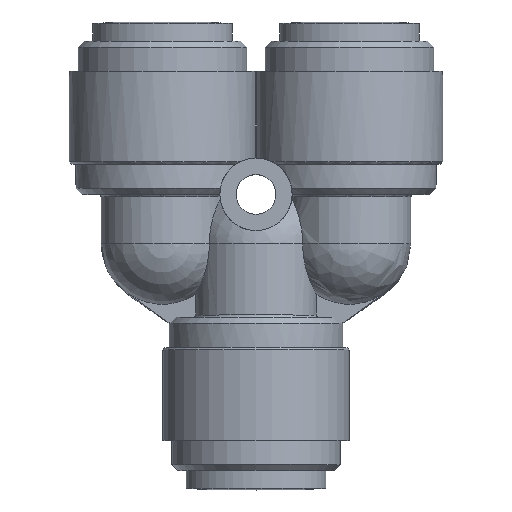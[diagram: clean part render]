
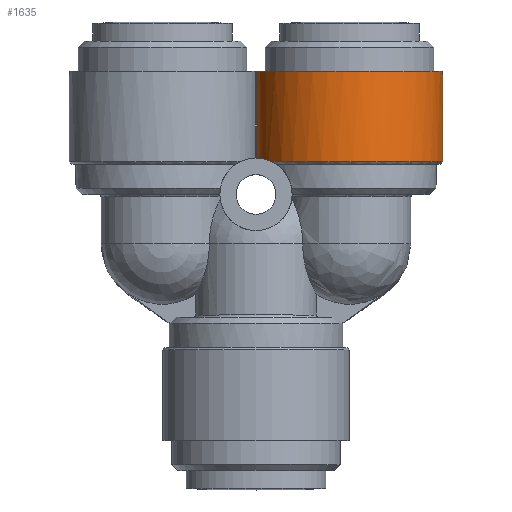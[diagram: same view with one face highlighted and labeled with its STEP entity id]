
A CAD part, top view. The second image highlights one B-rep face of the part: STEP entity #1635.
In plain terms, the highlighted free-form (B-spline) face has degree [1, 2] with [2, 9] control points.
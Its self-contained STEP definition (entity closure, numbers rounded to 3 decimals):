
#503=CARTESIAN_POINT('',(0.065,27.499,-1.0));
#504=VERTEX_POINT('',#503);
#512=CARTESIAN_POINT('',(1.308,27.2,-4.308));
#513=VERTEX_POINT('',#512);
#514=CARTESIAN_POINT('',(1.308,27.2,-4.308));
#515=CARTESIAN_POINT('',(0.942,27.377,-3.761));
#516=CARTESIAN_POINT('',(0.622,27.444,-3.126));
#517=CARTESIAN_POINT('',(0.396,27.474,-2.446));
#518=CARTESIAN_POINT('',(0.241,27.494,-1.979));
#519=CARTESIAN_POINT('',(0.129,27.498,-1.491));
#520=CARTESIAN_POINT('',(0.065,27.499,-1.0));
#521=B_SPLINE_CURVE_WITH_KNOTS('',3,(#514,#515,#516,#517,#518,#519,#520),.UNSPECIFIED.,.F.,.U.,(4,3,4),(1.249,1.461,1.607),.UNSPECIFIED.);
#522=EDGE_CURVE('',#513,#504,#521,.T.);
#860=CARTESIAN_POINT('',(1.308,27.2,4.308));
#861=VERTEX_POINT('',#860);
#872=CARTESIAN_POINT('',(0.065,27.499,1.0));
#873=VERTEX_POINT('',#872);
#874=CARTESIAN_POINT('',(0.065,27.499,1.));
#875=CARTESIAN_POINT('',(0.158,27.497,1.714));
#876=CARTESIAN_POINT('',(0.355,27.493,2.422));
#877=CARTESIAN_POINT('',(0.634,27.432,3.07));
#878=CARTESIAN_POINT('',(0.826,27.391,3.515));
#879=CARTESIAN_POINT('',(1.056,27.322,3.932));
#880=CARTESIAN_POINT('',(1.308,27.2,4.308));
#881=B_SPLINE_CURVE_WITH_KNOTS('',3,(#874,#875,#876,#877,#878,#879,#880),.UNSPECIFIED.,.F.,.U.,(4,3,4),(1.805,2.017,2.163),.UNSPECIFIED.);
#882=EDGE_CURVE('',#873,#861,#881,.T.);
#1011=CARTESIAN_POINT('',(0.065,34.7,1.0));
#1012=VERTEX_POINT('',#1011);
#1013=CARTESIAN_POINT('',(0.065,34.7,1.0));
#1014=DIRECTION('',(0.,-1.0,0.0));
#1015=VECTOR('',#1014,7.201);
#1016=LINE('',#1013,#1015);
#1017=EDGE_CURVE('',#1012,#873,#1016,.T.);
#1394=CARTESIAN_POINT('',(0.065,34.7,-1.0));
#1395=VERTEX_POINT('',#1394);
#1402=CARTESIAN_POINT('',(0.065,27.499,-1.0));
#1403=DIRECTION('',(0.,1.0,0.0));
#1404=VECTOR('',#1403,7.201);
#1405=LINE('',#1402,#1404);
#1406=EDGE_CURVE('',#504,#1395,#1405,.T.);
#1562=CARTESIAN_POINT('',(7.75,34.7,0.0));
#1563=DIRECTION('',(0.,-1.0,0.0));
#1564=DIRECTION('',(1.0,0.,0.0));
#1565=AXIS2_PLACEMENT_3D('',#1562,#1563,#1564);
#1566=CIRCLE('',#1565,7.75);
#1567=EDGE_CURVE('',#1395,#1012,#1566,.T.);
#1595=CARTESIAN_POINT('',(0.,27.2,0.));
#1596=CARTESIAN_POINT('',(0.,34.7,0.));
#1597=CARTESIAN_POINT('',(0.,27.2,-7.75));
#1598=CARTESIAN_POINT('',(0.,34.7,-7.75));
#1599=CARTESIAN_POINT('',(7.75,27.2,-7.75));
#1600=CARTESIAN_POINT('',(7.75,34.7,-7.75));
#1601=CARTESIAN_POINT('',(15.5,27.2,-7.75));
#1602=CARTESIAN_POINT('',(15.5,34.7,-7.75));
#1603=CARTESIAN_POINT('',(15.5,27.2,0.));
#1604=CARTESIAN_POINT('',(15.5,34.7,0.));
#1605=CARTESIAN_POINT('',(15.5,27.2,7.75));
#1606=CARTESIAN_POINT('',(15.5,34.7,7.75));
#1607=CARTESIAN_POINT('',(7.75,27.2,7.75));
#1608=CARTESIAN_POINT('',(7.75,34.7,7.75));
#1609=CARTESIAN_POINT('',(0.,27.2,7.75));
#1610=CARTESIAN_POINT('',(0.,34.7,7.75));
#1611=CARTESIAN_POINT('',(0.,27.2,0.));
#1612=CARTESIAN_POINT('',(0.,34.7,0.));
#1620=(BOUNDED_SURFACE()B_SPLINE_SURFACE(1,2,((#1595,#1597,#1599,#1601,#1603,#1605,#1607,#1609,#1611),(#1596,#1598,#1600,#1602,#1604,#1606,#1608,#1610,#1612)),.UNSPECIFIED.,.F.,.T.,.U.)B_SPLINE_SURFACE_WITH_KNOTS((2,2),(3,2,2,2,3),(-0.484,0.484),(0.0,12.174,24.347,36.521,48.695),.UNSPECIFIED.)GEOMETRIC_REPRESENTATION_ITEM()RATIONAL_B_SPLINE_SURFACE(((1.0,0.707,1.0,0.707,1.0,0.707,1.0,0.707,1.0),(1.0,0.707,1.0,0.707,1.0,0.707,1.0,0.707,1.0)))REPRESENTATION_ITEM('')SURFACE());
#1621=ORIENTED_EDGE('',*,*,#882,.T.);
#1622=CARTESIAN_POINT('',(7.75,27.2,0.0));
#1623=DIRECTION('',(0.,-1.0,0.0));
#1624=DIRECTION('',(1.0,0.,0.0));
#1625=AXIS2_PLACEMENT_3D('',#1622,#1623,#1624);
#1626=CIRCLE('',#1625,7.75);
#1627=EDGE_CURVE('',#513,#861,#1626,.T.);
#1628=ORIENTED_EDGE('',*,*,#1627,.F.);
#1629=ORIENTED_EDGE('',*,*,#522,.T.);
#1630=ORIENTED_EDGE('',*,*,#1406,.T.);
#1631=ORIENTED_EDGE('',*,*,#1567,.T.);
#1632=ORIENTED_EDGE('',*,*,#1017,.T.);
#1633=EDGE_LOOP('',(#1621,#1628,#1629,#1630,#1631,#1632));
#1634=FACE_OUTER_BOUND('',#1633,.T.);
#1635=ADVANCED_FACE('',(#1634),#1620,.T.);
